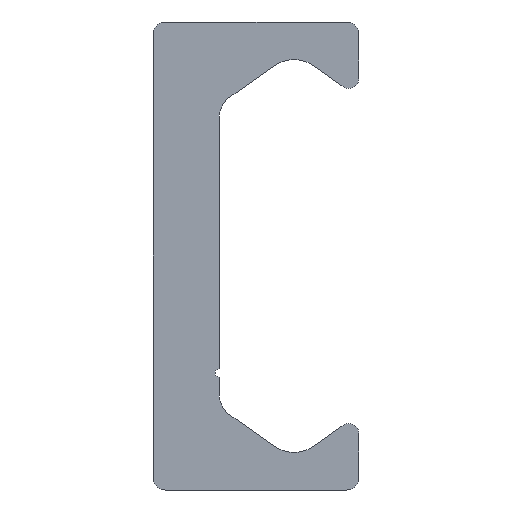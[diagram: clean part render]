
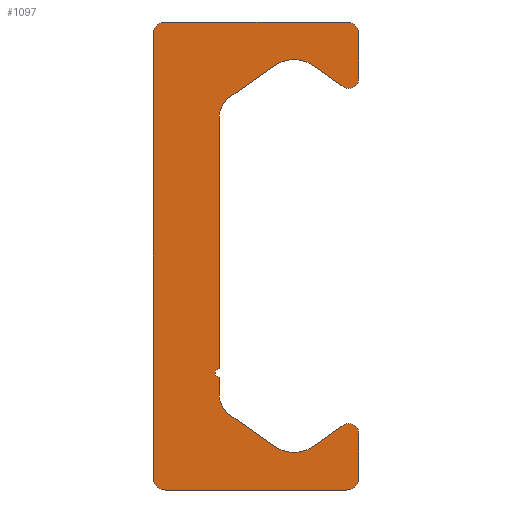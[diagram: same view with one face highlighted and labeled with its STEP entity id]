
A CAD part, left-side view. The second image highlights one B-rep face of the part: STEP entity #1097.
In plain terms, the highlighted planar face has unit normal (-1, 0, 0).
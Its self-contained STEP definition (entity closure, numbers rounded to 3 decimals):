
#356=CARTESIAN_POINT('',(0.0,5.4,-14.));
#357=VERTEX_POINT('',#356);
#364=CARTESIAN_POINT('',(0.0,6.15,-13.25));
#365=VERTEX_POINT('',#364);
#366=CARTESIAN_POINT('',(0.0,5.4,-13.25));
#367=DIRECTION('',(1.0,0.0,0.0));
#368=DIRECTION('',(0.0,0.0,-1.0));
#369=AXIS2_PLACEMENT_3D('',#366,#367,#368);
#370=CIRCLE('',#369,0.75);
#371=EDGE_CURVE('',#357,#365,#370,.T.);
#395=CARTESIAN_POINT('',(0.0,-5.4,-14.));
#396=VERTEX_POINT('',#395);
#403=CARTESIAN_POINT('',(0.0,-5.4,-14.));
#404=DIRECTION('',(0.0,1.0,0.0));
#405=VECTOR('',#404,10.8);
#406=LINE('',#403,#405);
#407=EDGE_CURVE('',#396,#357,#406,.T.);
#427=CARTESIAN_POINT('',(0.0,-6.15,-13.25));
#428=VERTEX_POINT('',#427);
#435=CARTESIAN_POINT('',(0.0,-5.4,-13.25));
#436=DIRECTION('',(1.0,0.0,0.0));
#437=DIRECTION('',(0.0,-1.0,0.0));
#438=AXIS2_PLACEMENT_3D('',#435,#436,#437);
#439=CIRCLE('',#438,0.75);
#440=EDGE_CURVE('',#428,#396,#439,.T.);
#459=CARTESIAN_POINT('',(0.0,-6.15,-10.63));
#460=VERTEX_POINT('',#459);
#467=CARTESIAN_POINT('',(0.0,-6.15,-10.63));
#468=DIRECTION('',(0.0,0.0,-1.0));
#469=VECTOR('',#468,2.62);
#470=LINE('',#467,#469);
#471=EDGE_CURVE('',#460,#428,#470,.T.);
#491=CARTESIAN_POINT('',(0.0,-5.206,-10.139));
#492=VERTEX_POINT('',#491);
#499=CARTESIAN_POINT('',(0.0,-5.55,-10.63));
#500=DIRECTION('',(1.0,0.0,0.0));
#501=DIRECTION('',(0.0,0.574,0.819));
#502=AXIS2_PLACEMENT_3D('',#499,#500,#501);
#503=CIRCLE('',#502,0.6);
#504=EDGE_CURVE('',#492,#460,#503,.T.);
#523=CARTESIAN_POINT('',(0.0,-3.417,-11.391));
#524=VERTEX_POINT('',#523);
#531=CARTESIAN_POINT('',(0.0,-3.417,-11.391));
#532=DIRECTION('',(0.0,-0.819,0.574));
#533=VECTOR('',#532,2.184);
#534=LINE('',#531,#533);
#535=EDGE_CURVE('',#524,#492,#534,.T.);
#555=CARTESIAN_POINT('',(0.0,-1.123,-11.391));
#556=VERTEX_POINT('',#555);
#563=CARTESIAN_POINT('',(0.0,-2.27,-9.753));
#564=DIRECTION('',(-1.0,0.0,0.0));
#565=DIRECTION('',(0.0,0.574,0.819));
#566=AXIS2_PLACEMENT_3D('',#563,#564,#565);
#567=CIRCLE('',#566,2.0);
#568=EDGE_CURVE('',#556,#524,#567,.T.);
#587=CARTESIAN_POINT('',(0.0,1.56,-9.512));
#588=VERTEX_POINT('',#587);
#595=CARTESIAN_POINT('',(0.0,1.56,-9.512));
#596=DIRECTION('',(0.0,-0.819,-0.574));
#597=VECTOR('',#596,3.276);
#598=LINE('',#595,#597);
#599=EDGE_CURVE('',#588,#556,#598,.T.);
#619=CARTESIAN_POINT('',(0.0,2.2,-8.283));
#620=VERTEX_POINT('',#619);
#627=CARTESIAN_POINT('',(0.0,0.7,-8.283));
#628=DIRECTION('',(-1.0,0.0,0.0));
#629=DIRECTION('',(0.0,-0.574,0.819));
#630=AXIS2_PLACEMENT_3D('',#627,#628,#629);
#631=CIRCLE('',#630,1.5);
#632=EDGE_CURVE('',#620,#588,#631,.T.);
#651=CARTESIAN_POINT('',(0.0,2.2,-7.25));
#652=VERTEX_POINT('',#651);
#659=CARTESIAN_POINT('',(0.0,2.2,-7.25));
#660=DIRECTION('',(0.0,0.0,-1.0));
#661=VECTOR('',#660,1.033);
#662=LINE('',#659,#661);
#663=EDGE_CURVE('',#652,#620,#662,.T.);
#683=CARTESIAN_POINT('',(0.0,2.2,-6.75));
#684=VERTEX_POINT('',#683);
#691=CARTESIAN_POINT('',(0.0,2.2,-7.));
#692=DIRECTION('',(-1.0,0.0,0.0));
#693=DIRECTION('',(0.0,0.0,1.0));
#694=AXIS2_PLACEMENT_3D('',#691,#692,#693);
#695=CIRCLE('',#694,0.25);
#696=EDGE_CURVE('',#684,#652,#695,.T.);
#715=CARTESIAN_POINT('',(0.0,2.2,8.283));
#716=VERTEX_POINT('',#715);
#723=CARTESIAN_POINT('',(0.0,2.2,8.283));
#724=DIRECTION('',(0.0,0.0,-1.0));
#725=VECTOR('',#724,15.033);
#726=LINE('',#723,#725);
#727=EDGE_CURVE('',#716,#684,#726,.T.);
#759=CARTESIAN_POINT('',(0.0,1.56,9.512));
#760=VERTEX_POINT('',#759);
#767=CARTESIAN_POINT('',(0.0,0.7,8.283));
#768=DIRECTION('',(-1.0,0.0,0.0));
#769=DIRECTION('',(0.0,-1.0,0.0));
#770=AXIS2_PLACEMENT_3D('',#767,#768,#769);
#771=CIRCLE('',#770,1.5);
#772=EDGE_CURVE('',#760,#716,#771,.T.);
#791=CARTESIAN_POINT('',(0.0,-1.123,11.391));
#792=VERTEX_POINT('',#791);
#799=CARTESIAN_POINT('',(0.0,-1.123,11.391));
#800=DIRECTION('',(0.0,0.819,-0.574));
#801=VECTOR('',#800,3.276);
#802=LINE('',#799,#801);
#803=EDGE_CURVE('',#792,#760,#802,.T.);
#823=CARTESIAN_POINT('',(0.0,-3.417,11.391));
#824=VERTEX_POINT('',#823);
#831=CARTESIAN_POINT('',(0.0,-2.27,9.753));
#832=DIRECTION('',(-1.0,0.0,0.0));
#833=DIRECTION('',(0.0,-0.574,-0.819));
#834=AXIS2_PLACEMENT_3D('',#831,#832,#833);
#835=CIRCLE('',#834,2.0);
#836=EDGE_CURVE('',#824,#792,#835,.T.);
#855=CARTESIAN_POINT('',(0.0,-5.206,10.139));
#856=VERTEX_POINT('',#855);
#863=CARTESIAN_POINT('',(0.0,-5.206,10.139));
#864=DIRECTION('',(0.0,0.819,0.574));
#865=VECTOR('',#864,2.184);
#866=LINE('',#863,#865);
#867=EDGE_CURVE('',#856,#824,#866,.T.);
#887=CARTESIAN_POINT('',(0.0,-6.15,10.63));
#888=VERTEX_POINT('',#887);
#895=CARTESIAN_POINT('',(0.0,-5.55,10.63));
#896=DIRECTION('',(1.0,0.0,0.0));
#897=DIRECTION('',(0.0,-1.0,0.0));
#898=AXIS2_PLACEMENT_3D('',#895,#896,#897);
#899=CIRCLE('',#898,0.6);
#900=EDGE_CURVE('',#888,#856,#899,.T.);
#919=CARTESIAN_POINT('',(0.0,-6.15,13.25));
#920=VERTEX_POINT('',#919);
#927=CARTESIAN_POINT('',(0.0,-6.15,13.25));
#928=DIRECTION('',(0.0,0.0,-1.0));
#929=VECTOR('',#928,2.62);
#930=LINE('',#927,#929);
#931=EDGE_CURVE('',#920,#888,#930,.T.);
#951=CARTESIAN_POINT('',(0.0,-5.4,14.));
#952=VERTEX_POINT('',#951);
#959=CARTESIAN_POINT('',(0.0,-5.4,13.25));
#960=DIRECTION('',(1.0,0.0,0.0));
#961=DIRECTION('',(0.0,0.0,1.0));
#962=AXIS2_PLACEMENT_3D('',#959,#960,#961);
#963=CIRCLE('',#962,0.75);
#964=EDGE_CURVE('',#952,#920,#963,.T.);
#983=CARTESIAN_POINT('',(0.0,5.4,14.));
#984=VERTEX_POINT('',#983);
#991=CARTESIAN_POINT('',(0.0,5.4,14.));
#992=DIRECTION('',(0.0,-1.0,0.0));
#993=VECTOR('',#992,10.8);
#994=LINE('',#991,#993);
#995=EDGE_CURVE('',#984,#952,#994,.T.);
#1015=CARTESIAN_POINT('',(0.0,6.15,13.25));
#1016=VERTEX_POINT('',#1015);
#1023=CARTESIAN_POINT('',(0.0,5.4,13.25));
#1024=DIRECTION('',(1.0,0.0,0.0));
#1025=DIRECTION('',(0.0,1.0,0.0));
#1026=AXIS2_PLACEMENT_3D('',#1023,#1024,#1025);
#1027=CIRCLE('',#1026,0.75);
#1028=EDGE_CURVE('',#1016,#984,#1027,.T.);
#1046=CARTESIAN_POINT('',(0.0,6.15,-13.25));
#1047=DIRECTION('',(0.0,0.0,1.0));
#1048=VECTOR('',#1047,26.5);
#1049=LINE('',#1046,#1048);
#1050=EDGE_CURVE('',#365,#1016,#1049,.T.);
#1068=CARTESIAN_POINT('',(0.0,1.352,-0.021));
#1069=DIRECTION('',(1.0,0.0,0.0));
#1070=DIRECTION('',(0.0,0.0,-1.0));
#1071=AXIS2_PLACEMENT_3D('',#1068,#1069,#1070);
#1072=PLANE('',#1071);
#1073=ORIENTED_EDGE('',*,*,#1050,.F.);
#1074=ORIENTED_EDGE('',*,*,#371,.F.);
#1075=ORIENTED_EDGE('',*,*,#407,.F.);
#1076=ORIENTED_EDGE('',*,*,#440,.F.);
#1077=ORIENTED_EDGE('',*,*,#471,.F.);
#1078=ORIENTED_EDGE('',*,*,#504,.F.);
#1079=ORIENTED_EDGE('',*,*,#535,.F.);
#1080=ORIENTED_EDGE('',*,*,#568,.F.);
#1081=ORIENTED_EDGE('',*,*,#599,.F.);
#1082=ORIENTED_EDGE('',*,*,#632,.F.);
#1083=ORIENTED_EDGE('',*,*,#663,.F.);
#1084=ORIENTED_EDGE('',*,*,#696,.F.);
#1085=ORIENTED_EDGE('',*,*,#727,.F.);
#1086=ORIENTED_EDGE('',*,*,#772,.F.);
#1087=ORIENTED_EDGE('',*,*,#803,.F.);
#1088=ORIENTED_EDGE('',*,*,#836,.F.);
#1089=ORIENTED_EDGE('',*,*,#867,.F.);
#1090=ORIENTED_EDGE('',*,*,#900,.F.);
#1091=ORIENTED_EDGE('',*,*,#931,.F.);
#1092=ORIENTED_EDGE('',*,*,#964,.F.);
#1093=ORIENTED_EDGE('',*,*,#995,.F.);
#1094=ORIENTED_EDGE('',*,*,#1028,.F.);
#1095=EDGE_LOOP('',(#1073,#1074,#1075,#1076,#1077,#1078,#1079,#1080,#1081,#1082,#1083,#1084,#1085,#1086,#1087,#1088,#1089,#1090,#1091,#1092,#1093,#1094));
#1096=FACE_OUTER_BOUND('',#1095,.T.);
#1097=ADVANCED_FACE('',(#1096),#1072,.F.);
